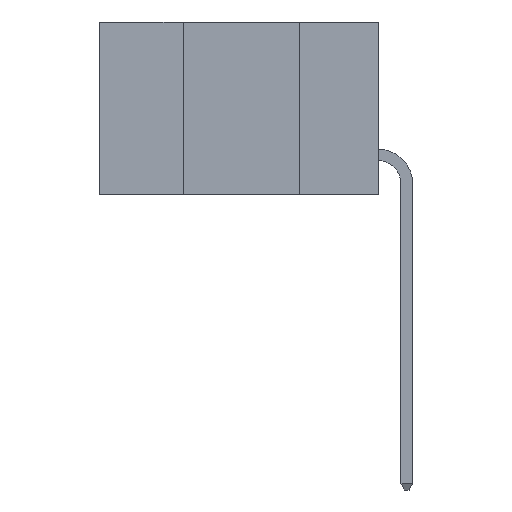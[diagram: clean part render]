
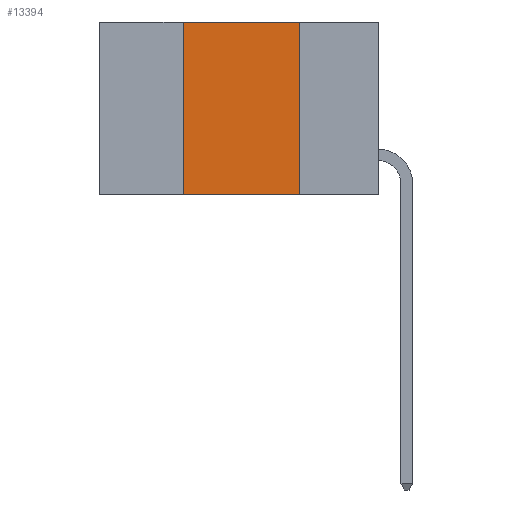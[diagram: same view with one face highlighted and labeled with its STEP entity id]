
A CAD part, left-side view. The second image highlights one B-rep face of the part: STEP entity #13394.
In plain terms, the highlighted planar face has unit normal (-1, 0, 0).
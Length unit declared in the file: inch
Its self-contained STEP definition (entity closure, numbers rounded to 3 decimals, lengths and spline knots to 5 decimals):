
#50 = DIRECTION ( 'NONE',  ( 0., 0., -1. ) ) ;
#578 = VERTEX_POINT ( 'NONE', #6679 ) ;
#908 = EDGE_CURVE ( 'NONE', #578, #1890, #8639, .T. ) ;
#950 = VECTOR ( 'NONE', #6080, 39.37008 ) ;
#974 = VECTOR ( 'NONE', #13805, 39.37008 ) ;
#1890 = VERTEX_POINT ( 'NONE', #6265 ) ;
#2051 = CARTESIAN_POINT ( 'NONE',  ( 0., 0.42, 0. ) ) ;
#2204 = LINE ( 'NONE', #7659, #2625 ) ;
#2625 = VECTOR ( 'NONE', #16623, 39.37008 ) ;
#4794 = AXIS2_PLACEMENT_3D ( 'NONE', #6768, #8109, #50 ) ;
#5380 = PLANE ( 'NONE',  #4794 ) ;
#5525 = ORIENTED_EDGE ( 'NONE', *, *, #908, .F. ) ;
#5971 = CARTESIAN_POINT ( 'NONE',  ( 0., 0.6, -0.37 ) ) ;
#6080 = DIRECTION ( 'NONE',  ( 0., 0., 1. ) ) ;
#6265 = CARTESIAN_POINT ( 'NONE',  ( 0., 0.17, -0.37 ) ) ;
#6442 = ORIENTED_EDGE ( 'NONE', *, *, #13674, .T. ) ;
#6679 = CARTESIAN_POINT ( 'NONE',  ( 0., 0.17, 0. ) ) ;
#6768 = CARTESIAN_POINT ( 'NONE',  ( 0., 0.6, 0. ) ) ;
#7659 = CARTESIAN_POINT ( 'NONE',  ( 0., 0.6, 0. ) ) ;
#7714 = LINE ( 'NONE', #13900, #950 ) ;
#7751 = LINE ( 'NONE', #5971, #974 ) ;
#7792 = CARTESIAN_POINT ( 'NONE',  ( 0., 0.42, -0.37 ) ) ;
#8109 = DIRECTION ( 'NONE',  ( 1., 0., 0. ) ) ;
#8304 = ORIENTED_EDGE ( 'NONE', *, *, #15371, .F. ) ;
#8639 = LINE ( 'NONE', #15641, #15102 ) ;
#8956 = FACE_OUTER_BOUND ( 'NONE', #13301, .T. ) ;
#11008 = ORIENTED_EDGE ( 'NONE', *, *, #14520, .F. ) ;
#11127 = VERTEX_POINT ( 'NONE', #2051 ) ;
#13301 = EDGE_LOOP ( 'NONE', ( #5525, #8304, #11008, #6442 ) ) ;
#13394 = ADVANCED_FACE ( 'NONE', ( #8956 ), #5380, .F. ) ;
#13674 = EDGE_CURVE ( 'NONE', #14727, #1890, #7751, .T. ) ;
#13805 = DIRECTION ( 'NONE',  ( 0., -1., 0. ) ) ;
#13900 = CARTESIAN_POINT ( 'NONE',  ( 0., 0.42, -0.37 ) ) ;
#14520 = EDGE_CURVE ( 'NONE', #14727, #11127, #7714, .T. ) ;
#14727 = VERTEX_POINT ( 'NONE', #7792 ) ;
#15102 = VECTOR ( 'NONE', #15595, 39.37008 ) ;
#15371 = EDGE_CURVE ( 'NONE', #11127, #578, #2204, .T. ) ;
#15595 = DIRECTION ( 'NONE',  ( 0., 0., -1. ) ) ;
#15641 = CARTESIAN_POINT ( 'NONE',  ( 0., 0.17, -0.37 ) ) ;
#16623 = DIRECTION ( 'NONE',  ( 0., -1., 0. ) ) ;
